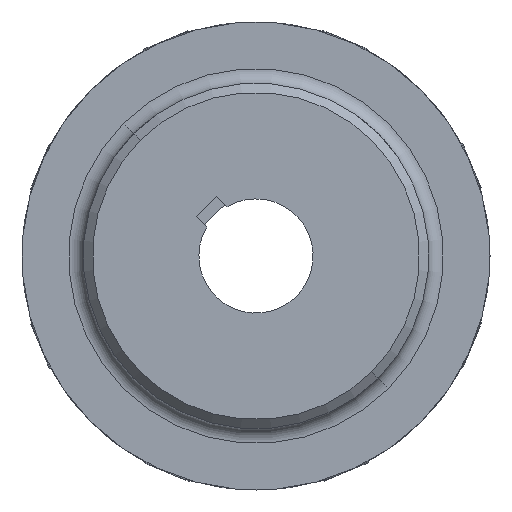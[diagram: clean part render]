
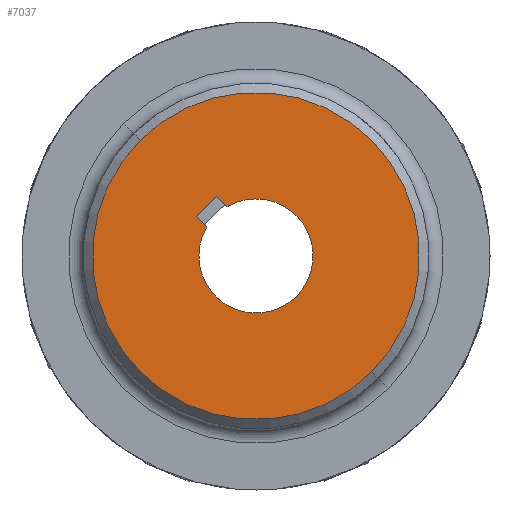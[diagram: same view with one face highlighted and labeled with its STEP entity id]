
A CAD part, front view. The second image highlights one B-rep face of the part: STEP entity #7037.
In plain terms, the highlighted planar face has unit normal (0, -1, 0).
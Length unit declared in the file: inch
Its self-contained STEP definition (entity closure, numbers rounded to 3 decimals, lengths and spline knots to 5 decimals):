
#17 = DIRECTION ( 'NONE',  ( 0.707, 0., -0.707 ) ) ;
#25 = DIRECTION ( 'NONE',  ( 0., -1., 0. ) ) ;
#26 = CARTESIAN_POINT ( 'NONE',  ( 0., -2.14, 0. ) ) ;
#66 = EDGE_CURVE ( 'NONE', #9082, #6484, #4993, .T. ) ;
#81 = CARTESIAN_POINT ( 'NONE',  ( 0.63283, -2.14, -0.63289 ) ) ;
#166 = EDGE_LOOP ( 'NONE', ( #3013, #2319 ) ) ;
#240 = CARTESIAN_POINT ( 'NONE',  ( -0.32782, -2.14, 0.21736 ) ) ;
#799 = CARTESIAN_POINT ( 'NONE',  ( -0.21733, -2.14, 0.32784 ) ) ;
#901 = EDGE_CURVE ( 'NONE', #4052, #7765, #4646, .T. ) ;
#1550 = CARTESIAN_POINT ( 'NONE',  ( -0.26919, -2.14, 0.15872 ) ) ;
#1708 = CARTESIAN_POINT ( 'NONE',  ( -0.32782, -2.14, 0.21736 ) ) ;
#1736 = CARTESIAN_POINT ( 'NONE',  ( 0.22096, -2.14, -0.22098 ) ) ;
#1737 = EDGE_CURVE ( 'NONE', #7765, #5719, #8437, .T. ) ;
#1911 = CARTESIAN_POINT ( 'NONE',  ( -0.1587, -2.14, 0.2692 ) ) ;
#1942 = DIRECTION ( 'NONE',  ( 0.707, 0., -0.707 ) ) ;
#2181 = EDGE_CURVE ( 'NONE', #6484, #4052, #2411, .T. ) ;
#2319 = ORIENTED_EDGE ( 'NONE', *, *, #4523, .T. ) ;
#2411 = CIRCLE ( 'NONE', #7917, 0.3125 ) ;
#2631 = DIRECTION ( 'NONE',  ( -0.707, 0., -0.707 ) ) ;
#2674 = CARTESIAN_POINT ( 'NONE',  ( -0.21733, -2.14, 0.32784 ) ) ;
#2723 = DIRECTION ( 'NONE',  ( 0.707, 0., -0.707 ) ) ;
#2733 = DIRECTION ( 'NONE',  ( 0., -1., 0. ) ) ;
#2749 = CARTESIAN_POINT ( 'NONE',  ( 0., -2.14, 0. ) ) ;
#3013 = ORIENTED_EDGE ( 'NONE', *, *, #8719, .T. ) ;
#3152 = ORIENTED_EDGE ( 'NONE', *, *, #1737, .F. ) ;
#3176 = ORIENTED_EDGE ( 'NONE', *, *, #901, .F. ) ;
#3219 = ORIENTED_EDGE ( 'NONE', *, *, #2181, .F. ) ;
#3225 = ORIENTED_EDGE ( 'NONE', *, *, #66, .F. ) ;
#3243 = ORIENTED_EDGE ( 'NONE', *, *, #3610, .F. ) ;
#3305 = DIRECTION ( 'NONE',  ( 0.707, 0., -0.707 ) ) ;
#3341 = DIRECTION ( 'NONE',  ( 0., -1., 0. ) ) ;
#3400 = CARTESIAN_POINT ( 'NONE',  ( 0., -2.14, 0. ) ) ;
#3521 = AXIS2_PLACEMENT_3D ( 'NONE', #26, #25, #17 ) ;
#3610 = EDGE_CURVE ( 'NONE', #5719, #9082, #9078, .T. ) ;
#4052 = VERTEX_POINT ( 'NONE', #1736 ) ;
#4523 = EDGE_CURVE ( 'NONE', #4847, #7508, #6616, .T. ) ;
#4546 = DIRECTION ( 'NONE',  ( 0., -1., 0. ) ) ;
#4646 = CIRCLE ( 'NONE', #6473, 0.3125 ) ;
#4771 = VECTOR ( 'NONE', #6284, 39.37008 ) ;
#4847 = VERTEX_POINT ( 'NONE', #81 ) ;
#4906 = CARTESIAN_POINT ( 'NONE',  ( 0., -2.14, 0. ) ) ;
#4993 = LINE ( 'NONE', #1708, #4771 ) ;
#5515 = CIRCLE ( 'NONE', #5601, 0.895 ) ;
#5601 = AXIS2_PLACEMENT_3D ( 'NONE', #2749, #2733, #2723 ) ;
#5719 = VERTEX_POINT ( 'NONE', #799 ) ;
#6183 = PLANE ( 'NONE',  #6418 ) ;
#6284 = DIRECTION ( 'NONE',  ( 0.707, 0., -0.707 ) ) ;
#6418 = AXIS2_PLACEMENT_3D ( 'NONE', #3400, #3341, #3305 ) ;
#6473 = AXIS2_PLACEMENT_3D ( 'NONE', #4906, #4546, #1942 ) ;
#6484 = VERTEX_POINT ( 'NONE', #1550 ) ;
#6616 = CIRCLE ( 'NONE', #3521, 0.895 ) ;
#6707 = FACE_BOUND ( 'NONE', #7163, .T. ) ;
#6731 = FACE_OUTER_BOUND ( 'NONE', #166, .T. ) ;
#6780 = DIRECTION ( 'NONE',  ( 0., -1., 0. ) ) ;
#6872 = DIRECTION ( 'NONE',  ( 0.707, 0., -0.707 ) ) ;
#7037 = ADVANCED_FACE ( 'NONE', ( #6731, #6707 ), #6183, .T. ) ;
#7163 = EDGE_LOOP ( 'NONE', ( #3152, #3176, #3219, #3225, #3243 ) ) ;
#7196 = CARTESIAN_POINT ( 'NONE',  ( 0., -2.14, 0. ) ) ;
#7508 = VERTEX_POINT ( 'NONE', #7753 ) ;
#7753 = CARTESIAN_POINT ( 'NONE',  ( -0.63283, -2.14, 0.63289 ) ) ;
#7765 = VERTEX_POINT ( 'NONE', #1911 ) ;
#7917 = AXIS2_PLACEMENT_3D ( 'NONE', #7196, #6780, #6872 ) ;
#8437 = LINE ( 'NONE', #9062, #8546 ) ;
#8546 = VECTOR ( 'NONE', #8921, 39.37008 ) ;
#8719 = EDGE_CURVE ( 'NONE', #7508, #4847, #5515, .T. ) ;
#8765 = VECTOR ( 'NONE', #2631, 39.37008 ) ;
#8921 = DIRECTION ( 'NONE',  ( -0.707, 0., 0.707 ) ) ;
#9062 = CARTESIAN_POINT ( 'NONE',  ( -0.21733, -2.14, 0.32784 ) ) ;
#9078 = LINE ( 'NONE', #2674, #8765 ) ;
#9082 = VERTEX_POINT ( 'NONE', #240 ) ;
